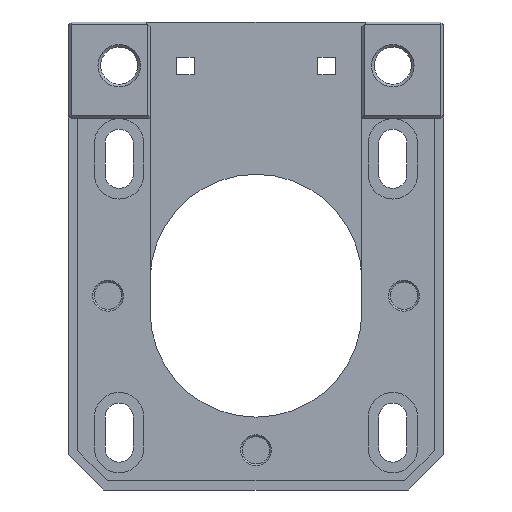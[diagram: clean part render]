
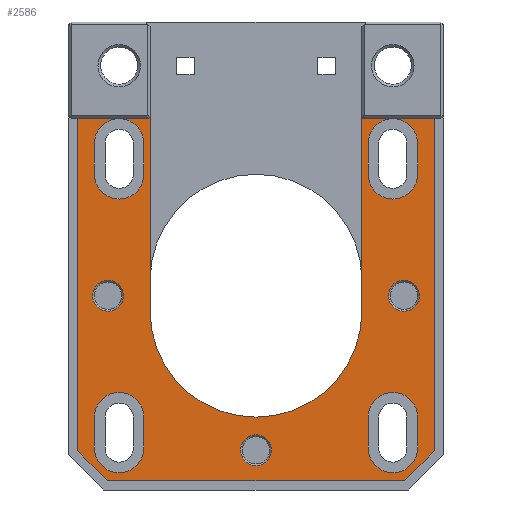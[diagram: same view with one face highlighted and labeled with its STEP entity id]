
A CAD part, left-side view. The second image highlights one B-rep face of the part: STEP entity #2586.
In plain terms, the highlighted planar face has unit normal (-1, 0, 0).
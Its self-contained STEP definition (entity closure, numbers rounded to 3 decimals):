
#26=FACE_BOUND('',#330,.T.);
#27=FACE_BOUND('',#331,.T.);
#28=FACE_BOUND('',#332,.T.);
#29=FACE_BOUND('',#333,.T.);
#30=FACE_BOUND('',#334,.T.);
#31=FACE_BOUND('',#335,.T.);
#32=FACE_BOUND('',#336,.T.);
#75=CIRCLE('',#2736,12.);
#76=CIRCLE('',#2761,2.8);
#77=CIRCLE('',#2762,2.8);
#78=CIRCLE('',#2763,2.8);
#79=CIRCLE('',#2764,2.8);
#80=CIRCLE('',#2765,1.75);
#81=CIRCLE('',#2766,1.75);
#82=CIRCLE('',#2767,1.75);
#83=CIRCLE('',#2768,2.8);
#84=CIRCLE('',#2769,2.8);
#85=CIRCLE('',#2770,2.8);
#86=CIRCLE('',#2771,2.8);
#172=FACE_OUTER_BOUND('',#329,.T.);
#329=EDGE_LOOP('',(#1939,#1940,#1941,#1942,#1943,#1944,#1945,#1946,#1947,
#1948));
#330=EDGE_LOOP('',(#1949,#1950,#1951,#1952));
#331=EDGE_LOOP('',(#1953,#1954,#1955,#1956));
#332=EDGE_LOOP('',(#1957));
#333=EDGE_LOOP('',(#1958));
#334=EDGE_LOOP('',(#1959));
#335=EDGE_LOOP('',(#1960,#1961,#1962,#1963));
#336=EDGE_LOOP('',(#1964,#1965,#1966,#1967));
#451=LINE('',#3652,#765);
#459=LINE('',#3669,#773);
#465=LINE('',#3682,#779);
#478=LINE('',#3708,#792);
#595=LINE('',#3965,#909);
#596=LINE('',#3967,#910);
#597=LINE('',#3969,#911);
#598=LINE('',#3971,#912);
#599=LINE('',#3972,#913);
#600=LINE('',#3977,#914);
#601=LINE('',#3980,#915);
#602=LINE('',#3983,#916);
#603=LINE('',#3987,#917);
#604=LINE('',#3997,#918);
#605=LINE('',#4001,#919);
#606=LINE('',#4007,#920);
#607=LINE('',#4010,#921);
#765=VECTOR('',#2919,10.);
#773=VECTOR('',#2929,10.);
#779=VECTOR('',#2937,10.);
#792=VECTOR('',#2952,10.);
#909=VECTOR('',#3177,10.);
#910=VECTOR('',#3178,10.);
#911=VECTOR('',#3179,10.);
#912=VECTOR('',#3180,10.);
#913=VECTOR('',#3181,10.);
#914=VECTOR('',#3184,10.);
#915=VECTOR('',#3187,10.);
#916=VECTOR('',#3188,10.);
#917=VECTOR('',#3191,10.);
#918=VECTOR('',#3200,10.);
#919=VECTOR('',#3203,10.);
#920=VECTOR('',#3208,10.);
#921=VECTOR('',#3211,10.);
#1074=VERTEX_POINT('',#3640);
#1079=VERTEX_POINT('',#3650);
#1087=VERTEX_POINT('',#3668);
#1091=VERTEX_POINT('',#3678);
#1093=VERTEX_POINT('',#3681);
#1105=VERTEX_POINT('',#3706);
#1191=VERTEX_POINT('',#3964);
#1192=VERTEX_POINT('',#3966);
#1193=VERTEX_POINT('',#3968);
#1194=VERTEX_POINT('',#3970);
#1195=VERTEX_POINT('',#3973);
#1196=VERTEX_POINT('',#3974);
#1197=VERTEX_POINT('',#3976);
#1198=VERTEX_POINT('',#3978);
#1199=VERTEX_POINT('',#3981);
#1200=VERTEX_POINT('',#3982);
#1201=VERTEX_POINT('',#3984);
#1202=VERTEX_POINT('',#3986);
#1203=VERTEX_POINT('',#3989);
#1204=VERTEX_POINT('',#3991);
#1205=VERTEX_POINT('',#3993);
#1206=VERTEX_POINT('',#3995);
#1207=VERTEX_POINT('',#3996);
#1208=VERTEX_POINT('',#3998);
#1209=VERTEX_POINT('',#4000);
#1210=VERTEX_POINT('',#4003);
#1211=VERTEX_POINT('',#4004);
#1212=VERTEX_POINT('',#4006);
#1213=VERTEX_POINT('',#4008);
#1311=EDGE_CURVE('',#1074,#1079,#451,.F.);
#1319=EDGE_CURVE('',#1087,#1074,#459,.T.);
#1325=EDGE_CURVE('',#1093,#1091,#465,.F.);
#1338=EDGE_CURVE('',#1091,#1105,#478,.T.);
#1417=EDGE_CURVE('',#1105,#1087,#75,.T.);
#1469=EDGE_CURVE('',#1079,#1191,#595,.T.);
#1470=EDGE_CURVE('',#1191,#1192,#596,.T.);
#1471=EDGE_CURVE('',#1192,#1193,#597,.T.);
#1472=EDGE_CURVE('',#1193,#1194,#598,.T.);
#1473=EDGE_CURVE('',#1194,#1093,#599,.T.);
#1474=EDGE_CURVE('',#1195,#1196,#76,.T.);
#1475=EDGE_CURVE('',#1196,#1197,#600,.T.);
#1476=EDGE_CURVE('',#1197,#1198,#77,.T.);
#1477=EDGE_CURVE('',#1198,#1195,#601,.T.);
#1478=EDGE_CURVE('',#1199,#1200,#602,.T.);
#1479=EDGE_CURVE('',#1200,#1201,#78,.T.);
#1480=EDGE_CURVE('',#1201,#1202,#603,.T.);
#1481=EDGE_CURVE('',#1202,#1199,#79,.T.);
#1482=EDGE_CURVE('',#1203,#1203,#80,.T.);
#1483=EDGE_CURVE('',#1204,#1204,#81,.T.);
#1484=EDGE_CURVE('',#1205,#1205,#82,.T.);
#1485=EDGE_CURVE('',#1206,#1207,#604,.T.);
#1486=EDGE_CURVE('',#1207,#1208,#83,.T.);
#1487=EDGE_CURVE('',#1208,#1209,#605,.T.);
#1488=EDGE_CURVE('',#1209,#1206,#84,.T.);
#1489=EDGE_CURVE('',#1210,#1211,#85,.T.);
#1490=EDGE_CURVE('',#1211,#1212,#606,.T.);
#1491=EDGE_CURVE('',#1212,#1213,#86,.T.);
#1492=EDGE_CURVE('',#1213,#1210,#607,.T.);
#1939=ORIENTED_EDGE('',*,*,#1319,.T.);
#1940=ORIENTED_EDGE('',*,*,#1311,.T.);
#1941=ORIENTED_EDGE('',*,*,#1469,.T.);
#1942=ORIENTED_EDGE('',*,*,#1470,.T.);
#1943=ORIENTED_EDGE('',*,*,#1471,.T.);
#1944=ORIENTED_EDGE('',*,*,#1472,.T.);
#1945=ORIENTED_EDGE('',*,*,#1473,.T.);
#1946=ORIENTED_EDGE('',*,*,#1325,.T.);
#1947=ORIENTED_EDGE('',*,*,#1338,.T.);
#1948=ORIENTED_EDGE('',*,*,#1417,.T.);
#1949=ORIENTED_EDGE('',*,*,#1474,.T.);
#1950=ORIENTED_EDGE('',*,*,#1475,.T.);
#1951=ORIENTED_EDGE('',*,*,#1476,.T.);
#1952=ORIENTED_EDGE('',*,*,#1477,.T.);
#1953=ORIENTED_EDGE('',*,*,#1478,.T.);
#1954=ORIENTED_EDGE('',*,*,#1479,.T.);
#1955=ORIENTED_EDGE('',*,*,#1480,.T.);
#1956=ORIENTED_EDGE('',*,*,#1481,.T.);
#1957=ORIENTED_EDGE('',*,*,#1482,.F.);
#1958=ORIENTED_EDGE('',*,*,#1483,.F.);
#1959=ORIENTED_EDGE('',*,*,#1484,.F.);
#1960=ORIENTED_EDGE('',*,*,#1485,.T.);
#1961=ORIENTED_EDGE('',*,*,#1486,.T.);
#1962=ORIENTED_EDGE('',*,*,#1487,.T.);
#1963=ORIENTED_EDGE('',*,*,#1488,.T.);
#1964=ORIENTED_EDGE('',*,*,#1489,.T.);
#1965=ORIENTED_EDGE('',*,*,#1490,.T.);
#1966=ORIENTED_EDGE('',*,*,#1491,.T.);
#1967=ORIENTED_EDGE('',*,*,#1492,.T.);
#2466=PLANE('',#2760);
#2586=ADVANCED_FACE('',(#172,#26,#27,#28,#29,#30,#31,#32),#2466,.F.);
#2736=AXIS2_PLACEMENT_3D('',#3860,#3076,#3077);
#2760=AXIS2_PLACEMENT_3D('',#3963,#3175,#3176);
#2761=AXIS2_PLACEMENT_3D('',#3975,#3182,#3183);
#2762=AXIS2_PLACEMENT_3D('',#3979,#3185,#3186);
#2763=AXIS2_PLACEMENT_3D('',#3985,#3189,#3190);
#2764=AXIS2_PLACEMENT_3D('',#3988,#3192,#3193);
#2765=AXIS2_PLACEMENT_3D('',#3990,#3194,#3195);
#2766=AXIS2_PLACEMENT_3D('',#3992,#3196,#3197);
#2767=AXIS2_PLACEMENT_3D('',#3994,#3198,#3199);
#2768=AXIS2_PLACEMENT_3D('',#3999,#3201,#3202);
#2769=AXIS2_PLACEMENT_3D('',#4002,#3204,#3205);
#2770=AXIS2_PLACEMENT_3D('',#4005,#3206,#3207);
#2771=AXIS2_PLACEMENT_3D('',#4009,#3209,#3210);
#2919=DIRECTION('',(0.,-1.,0.));
#2929=DIRECTION('',(0.,0.,1.));
#2937=DIRECTION('',(0.,-1.,0.));
#2952=DIRECTION('',(0.,0.,-1.));
#3076=DIRECTION('center_axis',(1.,0.,0.));
#3077=DIRECTION('ref_axis',(0.,-1.,0.));
#3175=DIRECTION('center_axis',(1.,0.,0.));
#3176=DIRECTION('ref_axis',(0.,1.,0.));
#3177=DIRECTION('',(0.,0.,-1.));
#3178=DIRECTION('',(0.,-0.707,-0.707));
#3179=DIRECTION('',(0.,-1.,0.));
#3180=DIRECTION('',(0.,-0.707,0.707));
#3181=DIRECTION('',(0.,0.,1.));
#3182=DIRECTION('center_axis',(1.,0.,0.));
#3183=DIRECTION('ref_axis',(0.,1.,0.));
#3184=DIRECTION('',(0.,0.,-1.));
#3185=DIRECTION('center_axis',(1.,0.,0.));
#3186=DIRECTION('ref_axis',(0.,-1.,0.));
#3187=DIRECTION('',(0.,0.,1.));
#3188=DIRECTION('',(0.,0.,1.));
#3189=DIRECTION('center_axis',(1.,0.,0.));
#3190=DIRECTION('ref_axis',(0.,1.,0.));
#3191=DIRECTION('',(0.,0.,-1.));
#3192=DIRECTION('center_axis',(1.,0.,0.));
#3193=DIRECTION('ref_axis',(0.,-1.,0.));
#3194=DIRECTION('center_axis',(-1.,0.,0.));
#3195=DIRECTION('ref_axis',(0.,1.,0.));
#3196=DIRECTION('center_axis',(-1.,0.,0.));
#3197=DIRECTION('ref_axis',(0.,1.,0.));
#3198=DIRECTION('center_axis',(-1.,0.,0.));
#3199=DIRECTION('ref_axis',(0.,1.,0.));
#3200=DIRECTION('',(0.,0.,1.));
#3201=DIRECTION('center_axis',(1.,0.,0.));
#3202=DIRECTION('ref_axis',(0.,1.,0.));
#3203=DIRECTION('',(0.,0.,-1.));
#3204=DIRECTION('center_axis',(1.,0.,0.));
#3205=DIRECTION('ref_axis',(0.,-1.,0.));
#3206=DIRECTION('center_axis',(1.,0.,0.));
#3207=DIRECTION('ref_axis',(0.,1.,0.));
#3208=DIRECTION('',(0.,0.,-1.));
#3209=DIRECTION('center_axis',(1.,0.,0.));
#3210=DIRECTION('ref_axis',(0.,-1.,0.));
#3211=DIRECTION('',(0.,0.,1.));
#3640=CARTESIAN_POINT('',(-8.,12.,20.055));
#3650=CARTESIAN_POINT('',(-8.,20.2,20.055));
#3652=CARTESIAN_POINT('',(-8.,10.625,20.055));
#3668=CARTESIAN_POINT('',(-8.,12.,-1.75));
#3669=CARTESIAN_POINT('',(-8.,12.,-0.875));
#3678=CARTESIAN_POINT('',(-8.,-12.,20.055));
#3681=CARTESIAN_POINT('',(-8.,-20.2,20.055));
#3682=CARTESIAN_POINT('',(-8.,-6.,20.055));
#3706=CARTESIAN_POINT('',(-8.,-12.,-1.75));
#3708=CARTESIAN_POINT('',(-8.,-12.,11.25));
#3860=CARTESIAN_POINT('Origin',(-8.,0.,-1.75));
#3963=CARTESIAN_POINT('Origin',(-8.,0.,0.));
#3964=CARTESIAN_POINT('',(-8.,20.2,-17.565));
#3965=CARTESIAN_POINT('',(-8.,20.2,10.178));
#3966=CARTESIAN_POINT('',(-8.,16.815,-20.95));
#3967=CARTESIAN_POINT('',(-8.,19.541,-18.224));
#3968=CARTESIAN_POINT('',(-8.,-16.815,-20.95));
#3969=CARTESIAN_POINT('',(-8.,8.408,-20.95));
#3970=CARTESIAN_POINT('',(-8.,-20.2,-17.565));
#3971=CARTESIAN_POINT('',(-8.,-17.849,-19.916));
#3972=CARTESIAN_POINT('',(-8.,-20.2,-8.783));
#3973=CARTESIAN_POINT('',(-8.,-12.7,17.25));
#3974=CARTESIAN_POINT('',(-8.,-18.3,17.25));
#3975=CARTESIAN_POINT('Origin',(-8.,-15.5,17.25));
#3976=CARTESIAN_POINT('',(-8.,-18.3,13.75));
#3977=CARTESIAN_POINT('',(-8.,-18.3,17.25));
#3978=CARTESIAN_POINT('',(-8.,-12.7,13.75));
#3979=CARTESIAN_POINT('Origin',(-8.,-15.5,13.75));
#3980=CARTESIAN_POINT('',(-8.,-12.7,13.75));
#3981=CARTESIAN_POINT('',(-8.,18.3,-17.25));
#3982=CARTESIAN_POINT('',(-8.,18.3,-13.75));
#3983=CARTESIAN_POINT('',(-8.,18.3,-17.25));
#3984=CARTESIAN_POINT('',(-8.,12.7,-13.75));
#3985=CARTESIAN_POINT('Origin',(-8.,15.5,-13.75));
#3986=CARTESIAN_POINT('',(-8.,12.7,-17.25));
#3987=CARTESIAN_POINT('',(-8.,12.7,-13.75));
#3988=CARTESIAN_POINT('Origin',(-8.,15.5,-17.25));
#3989=CARTESIAN_POINT('',(-8.,15.,0.));
#3990=CARTESIAN_POINT('Origin',(-8.,16.75,0.));
#3991=CARTESIAN_POINT('',(-8.,-1.75,-17.5));
#3992=CARTESIAN_POINT('Origin',(-8.,0.,-17.5));
#3993=CARTESIAN_POINT('',(-8.,-18.5,0.));
#3994=CARTESIAN_POINT('Origin',(-8.,-16.75,0.));
#3995=CARTESIAN_POINT('',(-8.,-12.7,-17.25));
#3996=CARTESIAN_POINT('',(-8.,-12.7,-13.75));
#3997=CARTESIAN_POINT('',(-8.,-12.7,-17.25));
#3998=CARTESIAN_POINT('',(-8.,-18.3,-13.75));
#3999=CARTESIAN_POINT('Origin',(-8.,-15.5,-13.75));
#4000=CARTESIAN_POINT('',(-8.,-18.3,-17.25));
#4001=CARTESIAN_POINT('',(-8.,-18.3,-13.75));
#4002=CARTESIAN_POINT('Origin',(-8.,-15.5,-17.25));
#4003=CARTESIAN_POINT('',(-8.,18.3,17.25));
#4004=CARTESIAN_POINT('',(-8.,12.7,17.25));
#4005=CARTESIAN_POINT('Origin',(-8.,15.5,17.25));
#4006=CARTESIAN_POINT('',(-8.,12.7,13.75));
#4007=CARTESIAN_POINT('',(-8.,12.7,17.25));
#4008=CARTESIAN_POINT('',(-8.,18.3,13.75));
#4009=CARTESIAN_POINT('Origin',(-8.,15.5,13.75));
#4010=CARTESIAN_POINT('',(-8.,18.3,13.75));
